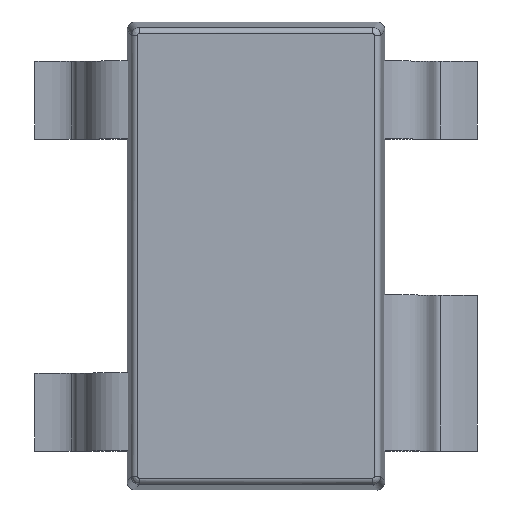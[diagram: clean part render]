
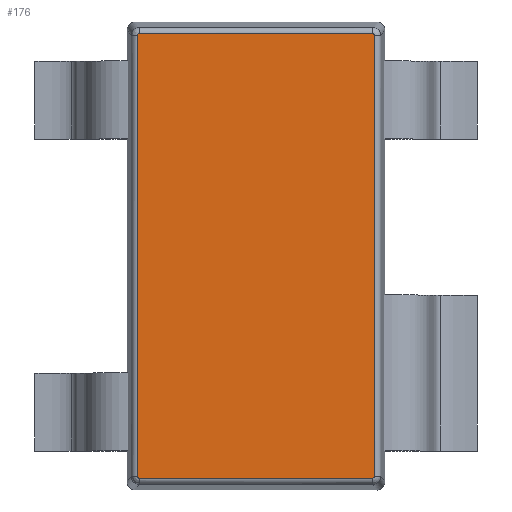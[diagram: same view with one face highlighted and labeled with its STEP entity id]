
A CAD part, top view. The second image highlights one B-rep face of the part: STEP entity #176.
In plain terms, the highlighted planar face has unit normal (0, 0, 1).
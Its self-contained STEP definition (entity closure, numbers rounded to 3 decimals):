
#23=(
BOUNDED_CURVE()
B_SPLINE_CURVE(3,(#1708,#1709,#1710,#1711,#1712),.UNSPECIFIED.,.F.,.F.)
B_SPLINE_CURVE_WITH_KNOTS((4,1,4),(0.002,0.009,
0.017),.UNSPECIFIED.)
CURVE()
GEOMETRIC_REPRESENTATION_ITEM()
RATIONAL_B_SPLINE_CURVE((1.,1.,1.,1.,1.))
REPRESENTATION_ITEM('')
);
#26=(
BOUNDED_CURVE()
B_SPLINE_CURVE(1,(#1721,#1722),.UNSPECIFIED.,.F.,.F.)
B_SPLINE_CURVE_WITH_KNOTS((2,2),(-0.003,1.496),
 .UNSPECIFIED.)
CURVE()
GEOMETRIC_REPRESENTATION_ITEM()
RATIONAL_B_SPLINE_CURVE((1.,1.))
REPRESENTATION_ITEM('')
);
#31=(
BOUNDED_CURVE()
B_SPLINE_CURVE(3,(#1734,#1735,#1736,#1737,#1738),.UNSPECIFIED.,.F.,.F.)
B_SPLINE_CURVE_WITH_KNOTS((4,1,4),(0.002,0.01,
0.018),.UNSPECIFIED.)
CURVE()
GEOMETRIC_REPRESENTATION_ITEM()
RATIONAL_B_SPLINE_CURVE((1.,1.,1.,1.,1.))
REPRESENTATION_ITEM('')
);
#33=(
BOUNDED_CURVE()
B_SPLINE_CURVE(1,(#1744,#1745),.UNSPECIFIED.,.F.,.F.)
B_SPLINE_CURVE_WITH_KNOTS((2,2),(-0.004,2.825),
 .UNSPECIFIED.)
CURVE()
GEOMETRIC_REPRESENTATION_ITEM()
RATIONAL_B_SPLINE_CURVE((1.,1.))
REPRESENTATION_ITEM('')
);
#35=(
BOUNDED_CURVE()
B_SPLINE_CURVE(3,(#1749,#1750,#1751,#1752,#1753),.UNSPECIFIED.,.F.,.F.)
B_SPLINE_CURVE_WITH_KNOTS((4,1,4),(0.002,0.009,
0.017),.UNSPECIFIED.)
CURVE()
GEOMETRIC_REPRESENTATION_ITEM()
RATIONAL_B_SPLINE_CURVE((1.,1.,1.,1.,1.))
REPRESENTATION_ITEM('')
);
#38=(
BOUNDED_CURVE()
B_SPLINE_CURVE(1,(#1762,#1763),.UNSPECIFIED.,.F.,.F.)
B_SPLINE_CURVE_WITH_KNOTS((2,2),(-0.003,1.496),
 .UNSPECIFIED.)
CURVE()
GEOMETRIC_REPRESENTATION_ITEM()
RATIONAL_B_SPLINE_CURVE((1.,1.))
REPRESENTATION_ITEM('')
);
#41=(
BOUNDED_CURVE()
B_SPLINE_CURVE(3,(#1769,#1770,#1771,#1772,#1773),.UNSPECIFIED.,.F.,.F.)
B_SPLINE_CURVE_WITH_KNOTS((4,1,4),(0.002,0.01,
0.018),.UNSPECIFIED.)
CURVE()
GEOMETRIC_REPRESENTATION_ITEM()
RATIONAL_B_SPLINE_CURVE((1.,1.,1.,1.,1.))
REPRESENTATION_ITEM('')
);
#176=ADVANCED_FACE('',(#238),#896,.T.);
#238=FACE_OUTER_BOUND('',#300,.T.);
#300=EDGE_LOOP('',(#433,#434,#435,#436,#437,#438,#439,#440));
#433=ORIENTED_EDGE('',*,*,#636,.T.);
#434=ORIENTED_EDGE('',*,*,#649,.T.);
#435=ORIENTED_EDGE('',*,*,#644,.T.);
#436=ORIENTED_EDGE('',*,*,#653,.T.);
#437=ORIENTED_EDGE('',*,*,#651,.F.);
#438=ORIENTED_EDGE('',*,*,#659,.T.);
#439=ORIENTED_EDGE('',*,*,#656,.T.);
#440=ORIENTED_EDGE('',*,*,#641,.T.);
#636=EDGE_CURVE('',#826,#827,#759,.T.);
#641=EDGE_CURVE('',#830,#826,#23,.T.);
#644=EDGE_CURVE('',#831,#832,#26,.T.);
#649=EDGE_CURVE('',#827,#831,#31,.T.);
#651=EDGE_CURVE('',#828,#833,#33,.T.);
#653=EDGE_CURVE('',#832,#833,#35,.T.);
#656=EDGE_CURVE('',#829,#830,#38,.T.);
#659=EDGE_CURVE('',#828,#829,#41,.T.);
#759=B_SPLINE_CURVE_WITH_KNOTS('',1,(#1698,#1699),.UNSPECIFIED.,.F.,.F.,
(2,2),(-0.004,2.825),.UNSPECIFIED.);
#826=VERTEX_POINT('',#1624);
#827=VERTEX_POINT('',#1625);
#828=VERTEX_POINT('',#1626);
#829=VERTEX_POINT('',#1627);
#830=VERTEX_POINT('',#1628);
#831=VERTEX_POINT('',#1629);
#832=VERTEX_POINT('',#1630);
#833=VERTEX_POINT('',#1631);
#896=PLANE('',#954);
#954=AXIS2_PLACEMENT_3D('',#1444,#975,$);
#975=DIRECTION('',(0.,0.,1.));
#1444=CARTESIAN_POINT('',(-0.797,-1.5,1.205));
#1624=CARTESIAN_POINT('',(-0.759,1.414,1.205));
#1625=CARTESIAN_POINT('',(-0.759,-1.414,1.205));
#1626=CARTESIAN_POINT('',(0.759,1.414,1.205));
#1627=CARTESIAN_POINT('',(0.749,1.424,1.205));
#1628=CARTESIAN_POINT('',(-0.749,1.424,1.205));
#1629=CARTESIAN_POINT('',(-0.749,-1.424,1.205));
#1630=CARTESIAN_POINT('',(0.749,-1.424,1.205));
#1631=CARTESIAN_POINT('',(0.759,-1.414,1.205));
#1698=CARTESIAN_POINT('',(-0.759,1.414,1.205));
#1699=CARTESIAN_POINT('',(-0.759,-1.414,1.205));
#1708=CARTESIAN_POINT('',(-0.749,1.424,1.205));
#1709=CARTESIAN_POINT('',(-0.752,1.424,1.205));
#1710=CARTESIAN_POINT('',(-0.757,1.422,1.205));
#1711=CARTESIAN_POINT('',(-0.759,1.417,1.205));
#1712=CARTESIAN_POINT('',(-0.759,1.414,1.205));
#1721=CARTESIAN_POINT('',(-0.749,-1.424,1.205));
#1722=CARTESIAN_POINT('',(0.749,-1.424,1.205));
#1734=CARTESIAN_POINT('',(-0.759,-1.414,1.205));
#1735=CARTESIAN_POINT('',(-0.759,-1.417,1.205));
#1736=CARTESIAN_POINT('',(-0.757,-1.422,1.205));
#1737=CARTESIAN_POINT('',(-0.752,-1.424,1.205));
#1738=CARTESIAN_POINT('',(-0.749,-1.424,1.205));
#1744=CARTESIAN_POINT('',(0.759,1.414,1.205));
#1745=CARTESIAN_POINT('',(0.759,-1.414,1.205));
#1749=CARTESIAN_POINT('',(0.749,-1.424,1.205));
#1750=CARTESIAN_POINT('',(0.752,-1.424,1.205));
#1751=CARTESIAN_POINT('',(0.757,-1.422,1.205));
#1752=CARTESIAN_POINT('',(0.759,-1.417,1.205));
#1753=CARTESIAN_POINT('',(0.759,-1.414,1.205));
#1762=CARTESIAN_POINT('',(0.749,1.424,1.205));
#1763=CARTESIAN_POINT('',(-0.749,1.424,1.205));
#1769=CARTESIAN_POINT('',(0.759,1.414,1.205));
#1770=CARTESIAN_POINT('',(0.759,1.417,1.205));
#1771=CARTESIAN_POINT('',(0.757,1.422,1.205));
#1772=CARTESIAN_POINT('',(0.752,1.424,1.205));
#1773=CARTESIAN_POINT('',(0.749,1.424,1.205));
